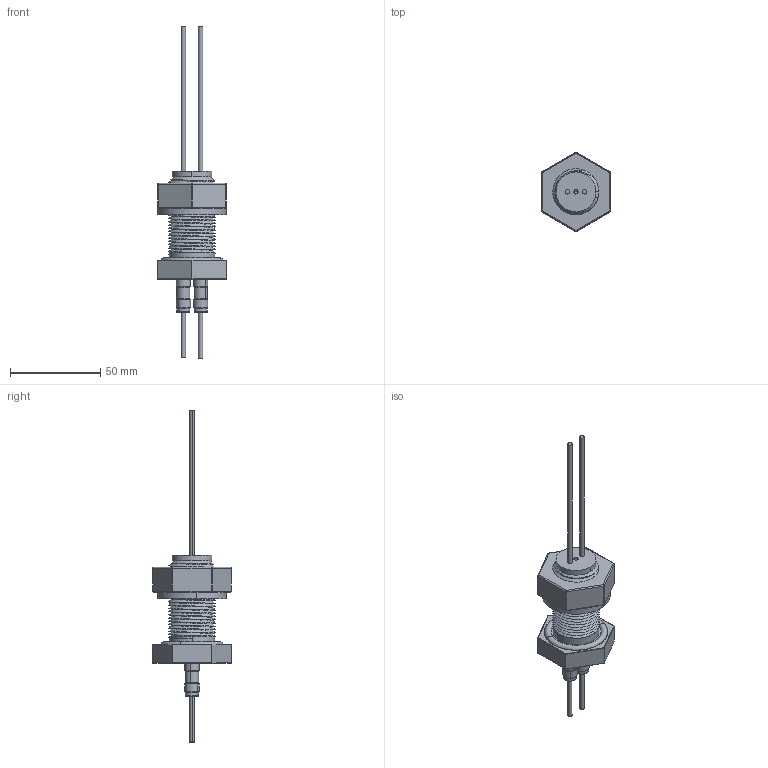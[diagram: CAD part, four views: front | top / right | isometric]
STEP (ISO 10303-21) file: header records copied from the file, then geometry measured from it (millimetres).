
FILE_DESCRIPTION (( 'STEP AP203' ), '1' );
FILE_NAME ('A0526-2-BP.STEP', '2013-05-14T12:08:57', ( '' ), ( '' ), 'SwSTEP 2.0', 'SolidWorks 2012', '' );
FILE_SCHEMA (( 'CONFIG_CONTROL_DESIGN' ));
Length unit declared in the file: inch
Products named in the file (1): A0526-2-BP
Bounding box: 38.1 x 43.99 x 184.15 mm (x, y, z)
Volume: 39661.7 mm3; surface area: 24727 mm2
Topology: 1 solids, 5 shells, 361 faces, 878 edges, 536 vertices
Faces by surface type: cylinder 168, cone 96, plane 55, torus 28, sphere 12, bspline 2
Entity records: 17053 total; most frequent: CARTESIAN_POINT 8792, ORIENTED_EDGE 1736, DIRECTION 1730, EDGE_CURVE 868, AXIS2_PLACEMENT_3D 719, VERTEX_POINT 532, EDGE_LOOP 390, FACE_OUTER_BOUND 361
